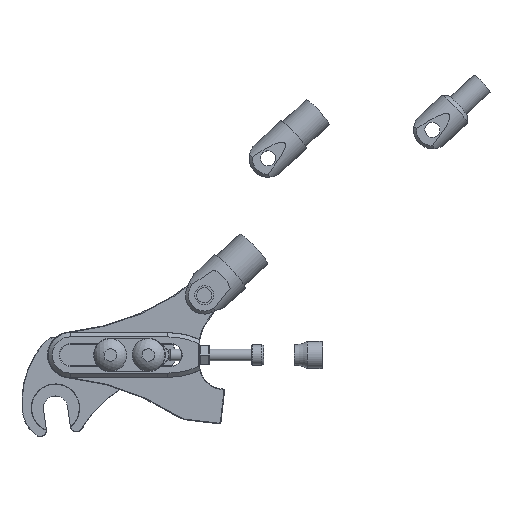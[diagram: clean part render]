
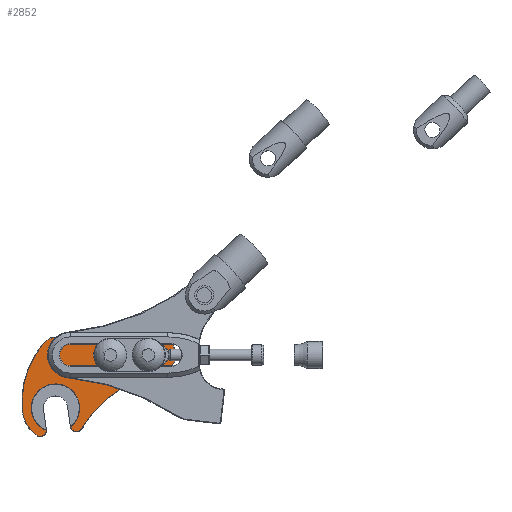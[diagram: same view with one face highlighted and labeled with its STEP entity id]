
A CAD part, top view. The second image highlights one B-rep face of the part: STEP entity #2852.
In plain terms, the highlighted planar face has unit normal (0, 0, 1).
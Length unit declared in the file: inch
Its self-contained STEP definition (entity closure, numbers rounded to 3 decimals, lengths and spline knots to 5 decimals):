
#917 = EDGE_LOOP ( 'NONE', ( #6768, #6767, #6769, #6771, #6754, #6753, #6759, #6770, #6774 ) ) ;
#1017 = EDGE_LOOP ( 'NONE', ( #6652, #6653, #6778, #6799 ) ) ;
#1129 = AXIS2_PLACEMENT_3D ( 'NONE', #6292, #6299, #6288 ) ;
#1359 = FACE_OUTER_BOUND ( 'NONE', #917, .T. ) ;
#1369 = FACE_BOUND ( 'NONE', #1017, .T. ) ;
#1909 = EDGE_CURVE ( 'NONE', #4737, #4876, #2555, .T. ) ;
#1910 = EDGE_CURVE ( 'NONE', #4876, #4892, #2519, .T. ) ;
#1911 = EDGE_CURVE ( 'NONE', #4892, #4857, #2553, .T. ) ;
#1912 = EDGE_CURVE ( 'NONE', #4857, #4845, #2556, .T. ) ;
#1913 = EDGE_CURVE ( 'NONE', #4845, #4904, #2557, .T. ) ;
#1914 = EDGE_CURVE ( 'NONE', #4904, #4869, #2558, .T. ) ;
#1915 = EDGE_CURVE ( 'NONE', #4869, #4871, #2559, .T. ) ;
#1916 = EDGE_CURVE ( 'NONE', #4871, #4738, #2560, .T. ) ;
#1917 = EDGE_CURVE ( 'NONE', #4738, #4737, #2562, .T. ) ;
#1918 = EDGE_CURVE ( 'NONE', #4858, #4781, #2563, .T. ) ;
#1919 = EDGE_CURVE ( 'NONE', #4781, #4776, #2552, .T. ) ;
#1920 = EDGE_CURVE ( 'NONE', #4776, #4780, #2566, .T. ) ;
#1921 = EDGE_CURVE ( 'NONE', #4780, #4858, #2567, .T. ) ;
#2172 = AXIS2_PLACEMENT_3D ( 'NONE', #4320, #4319, #4318 ) ;
#2173 = AXIS2_PLACEMENT_3D ( 'NONE', #4317, #4316, #4315 ) ;
#2174 = AXIS2_PLACEMENT_3D ( 'NONE', #4314, #4313, #4312 ) ;
#2175 = AXIS2_PLACEMENT_3D ( 'NONE', #4311, #4310, #4309 ) ;
#2176 = AXIS2_PLACEMENT_3D ( 'NONE', #4306, #4305, #4304 ) ;
#2177 = AXIS2_PLACEMENT_3D ( 'NONE', #4303, #4302, #4301 ) ;
#2178 = AXIS2_PLACEMENT_3D ( 'NONE', #4298, #4297, #4296 ) ;
#2179 = AXIS2_PLACEMENT_3D ( 'NONE', #4294, #4293, #4292 ) ;
#2180 = AXIS2_PLACEMENT_3D ( 'NONE', #4288, #4287, #4286 ) ;
#2181 = AXIS2_PLACEMENT_3D ( 'NONE', #4283, #4282, #4281 ) ;
#2519 = CIRCLE ( 'NONE', #2173, 0.095 ) ;
#2552 = CIRCLE ( 'NONE', #2180, 0.178 ) ;
#2553 = CIRCLE ( 'NONE', #2174, 0.4 ) ;
#2555 = CIRCLE ( 'NONE', #2172, 0.545 ) ;
#2556 = CIRCLE ( 'NONE', #2175, 0.095 ) ;
#2557 = CIRCLE ( 'NONE', #2176, 2.005 ) ;
#2558 = CIRCLE ( 'NONE', #2177, 0.295 ) ;
#2559 = LINE ( 'NONE', #4308, #2561 ) ;
#2560 = CIRCLE ( 'NONE', #2178, 0.295 ) ;
#2561 = VECTOR ( 'NONE', #4307, 39.37008 ) ;
#2562 = CIRCLE ( 'NONE', #2179, 1.495 ) ;
#2563 = LINE ( 'NONE', #4300, #2565 ) ;
#2565 = VECTOR ( 'NONE', #4299, 39.37008 ) ;
#2566 = LINE ( 'NONE', #4291, #2568 ) ;
#2567 = CIRCLE ( 'NONE', #2181, 0.178 ) ;
#2568 = VECTOR ( 'NONE', #4295, 39.37008 ) ;
#2852 = ADVANCED_FACE ( 'NONE', ( #1359, #1369 ), #6290, .T. ) ;
#3126 = CARTESIAN_POINT ( 'NONE',  ( 6.02667, -2.06865, 0.275 ) ) ;
#3168 = CARTESIAN_POINT ( 'NONE',  ( 5.83407, -1.22434, 0.275 ) ) ;
#3187 = CARTESIAN_POINT ( 'NONE',  ( 4.44326, -0.13704, 0.275 ) ) ;
#3191 = CARTESIAN_POINT ( 'NONE',  ( 5.61805, -0.22189, 0.275 ) ) ;
#3329 = CARTESIAN_POINT ( 'NONE',  ( 5.58402, -2.22909, 0.275 ) ) ;
#3344 = CARTESIAN_POINT ( 'NONE',  ( 4.22707, -0.58448, 0.275 ) ) ;
#3365 = CARTESIAN_POINT ( 'NONE',  ( 4.11137, -0.45982, 0.275 ) ) ;
#3373 = CARTESIAN_POINT ( 'NONE',  ( 5.77022, -0.41836, 0.275 ) ) ;
#3375 = CARTESIAN_POINT ( 'NONE',  ( 6.14074, -2.04263, 0.275 ) ) ;
#3391 = CARTESIAN_POINT ( 'NONE',  ( 5.67958, -2.14783, 0.275 ) ) ;
#3392 = CARTESIAN_POINT ( 'NONE',  ( 4.37492, -0.96725, 0.275 ) ) ;
#3409 = CARTESIAN_POINT ( 'NONE',  ( 4.38076, -1.14563, 0.275 ) ) ;
#3451 = CARTESIAN_POINT ( 'NONE',  ( 5.48699, -1.30351, 0.275 ) ) ;
#4281 = DIRECTION ( 'NONE',  ( 1., 0., 0. ) ) ;
#4282 = DIRECTION ( 'NONE',  ( 0., 0., -1. ) ) ;
#4283 = CARTESIAN_POINT ( 'NONE',  ( 5.85313, -2.10824, 0.275 ) ) ;
#4286 = DIRECTION ( 'NONE',  ( 1., 0., 0. ) ) ;
#4287 = DIRECTION ( 'NONE',  ( 0., 0., -1. ) ) ;
#4288 = CARTESIAN_POINT ( 'NONE',  ( 5.66053, -1.26393, 0.275 ) ) ;
#4291 = CARTESIAN_POINT ( 'NONE',  ( 6.02667, -2.06865, 0.275 ) ) ;
#4292 = DIRECTION ( 'NONE',  ( 1., 0., 0. ) ) ;
#4293 = DIRECTION ( 'NONE',  ( 0., 0., 1. ) ) ;
#4294 = CARTESIAN_POINT ( 'NONE',  ( 4.93167, -1.55001, 0.275 ) ) ;
#4295 = DIRECTION ( 'NONE',  ( 0.222, -0.975, 0. ) ) ;
#4296 = DIRECTION ( 'NONE',  ( 1., 0., 0. ) ) ;
#4297 = DIRECTION ( 'NONE',  ( 0., 0., 1. ) ) ;
#4298 = CARTESIAN_POINT ( 'NONE',  ( 5.48261, -0.48396, 0.275 ) ) ;
#4299 = DIRECTION ( 'NONE',  ( -0.222, 0.975, 0. ) ) ;
#4300 = CARTESIAN_POINT ( 'NONE',  ( 5.67958, -2.14783, 0.275 ) ) ;
#4301 = DIRECTION ( 'NONE',  ( 1., 0., 0. ) ) ;
#4302 = DIRECTION ( 'NONE',  ( 0., 0., 1. ) ) ;
#4303 = CARTESIAN_POINT ( 'NONE',  ( 5.85313, -2.10824, 0.275 ) ) ;
#4304 = DIRECTION ( 'NONE',  ( 1., 0., 0. ) ) ;
#4305 = DIRECTION ( 'NONE',  ( 0., 0., -1. ) ) ;
#4306 = CARTESIAN_POINT ( 'NONE',  ( 3.75498, -3.05047, 0.275 ) ) ;
#4307 = DIRECTION ( 'NONE',  ( -0.222, 0.975, 0. ) ) ;
#4308 = CARTESIAN_POINT ( 'NONE',  ( 5.77022, -0.41836, 0.275 ) ) ;
#4309 = DIRECTION ( 'NONE',  ( 1., 0., 0. ) ) ;
#4310 = DIRECTION ( 'NONE',  ( 0., 0., 1. ) ) ;
#4311 = CARTESIAN_POINT ( 'NONE',  ( 4.41041, -1.05537, 0.275 ) ) ;
#4312 = DIRECTION ( 'NONE',  ( 1., 0., 0. ) ) ;
#4313 = DIRECTION ( 'NONE',  ( 0., 0., -1. ) ) ;
#4314 = CARTESIAN_POINT ( 'NONE',  ( 4.62131, -0.65214, 0.275 ) ) ;
#4315 = DIRECTION ( 'NONE',  ( 1., 0., 0. ) ) ;
#4316 = DIRECTION ( 'NONE',  ( 0., 0., 1. ) ) ;
#4317 = CARTESIAN_POINT ( 'NONE',  ( 4.20026, -0.49334, 0.275 ) ) ;
#4318 = DIRECTION ( 'NONE',  ( 1., 0., 0. ) ) ;
#4319 = DIRECTION ( 'NONE',  ( 0., 0., 1. ) ) ;
#4320 = CARTESIAN_POINT ( 'NONE',  ( 4.62131, -0.65214, 0.275 ) ) ;
#4737 = VERTEX_POINT ( 'NONE', #3187 ) ;
#4738 = VERTEX_POINT ( 'NONE', #3191 ) ;
#4776 = VERTEX_POINT ( 'NONE', #3168 ) ;
#4780 = VERTEX_POINT ( 'NONE', #3126 ) ;
#4781 = VERTEX_POINT ( 'NONE', #3451 ) ;
#4845 = VERTEX_POINT ( 'NONE', #3409 ) ;
#4857 = VERTEX_POINT ( 'NONE', #3392 ) ;
#4858 = VERTEX_POINT ( 'NONE', #3391 ) ;
#4869 = VERTEX_POINT ( 'NONE', #3375 ) ;
#4871 = VERTEX_POINT ( 'NONE', #3373 ) ;
#4876 = VERTEX_POINT ( 'NONE', #3365 ) ;
#4892 = VERTEX_POINT ( 'NONE', #3344 ) ;
#4904 = VERTEX_POINT ( 'NONE', #3329 ) ;
#6288 = DIRECTION ( 'NONE',  ( 1., 0., 0. ) ) ;
#6290 = PLANE ( 'NONE',  #1129 ) ;
#6292 = CARTESIAN_POINT ( 'NONE',  ( 5.85313, -2.10824, 0.275 ) ) ;
#6299 = DIRECTION ( 'NONE',  ( 0., 0., 1. ) ) ;
#6652 = ORIENTED_EDGE ( 'NONE', *, *, #1918, .T. ) ;
#6653 = ORIENTED_EDGE ( 'NONE', *, *, #1919, .T. ) ;
#6753 = ORIENTED_EDGE ( 'NONE', *, *, #1914, .T. ) ;
#6754 = ORIENTED_EDGE ( 'NONE', *, *, #1913, .T. ) ;
#6759 = ORIENTED_EDGE ( 'NONE', *, *, #1915, .T. ) ;
#6767 = ORIENTED_EDGE ( 'NONE', *, *, #1910, .T. ) ;
#6768 = ORIENTED_EDGE ( 'NONE', *, *, #1909, .T. ) ;
#6769 = ORIENTED_EDGE ( 'NONE', *, *, #1911, .T. ) ;
#6770 = ORIENTED_EDGE ( 'NONE', *, *, #1916, .T. ) ;
#6771 = ORIENTED_EDGE ( 'NONE', *, *, #1912, .T. ) ;
#6774 = ORIENTED_EDGE ( 'NONE', *, *, #1917, .T. ) ;
#6778 = ORIENTED_EDGE ( 'NONE', *, *, #1920, .T. ) ;
#6799 = ORIENTED_EDGE ( 'NONE', *, *, #1921, .T. ) ;
